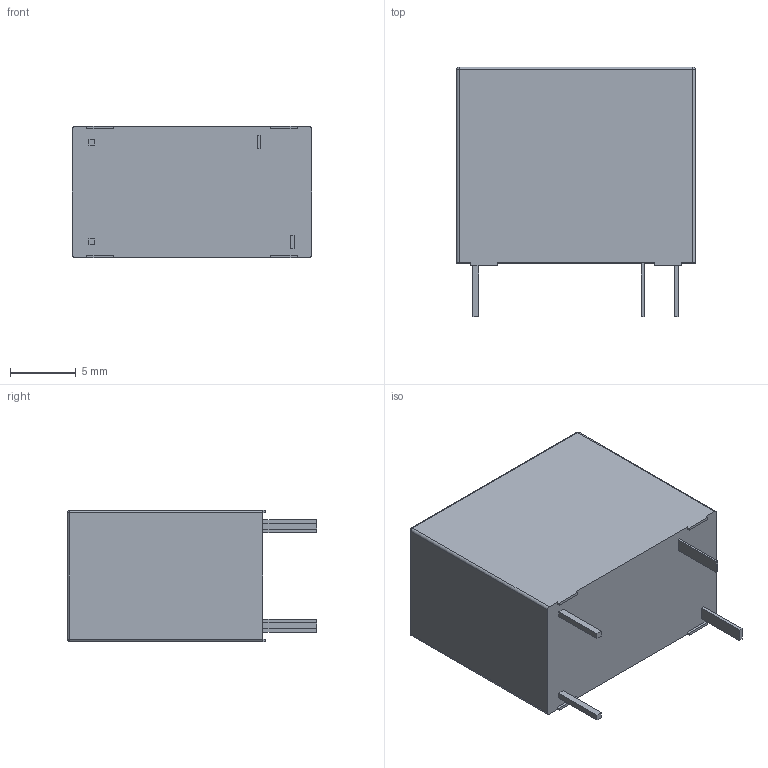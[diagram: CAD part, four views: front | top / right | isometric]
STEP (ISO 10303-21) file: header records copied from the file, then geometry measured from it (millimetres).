
FILE_DESCRIPTION (( 'STEP AP214' ), '1' );
FILE_NAME ('AHQSH105LM100G.STEP', '2023-11-12T17:57:09', ( '' ), ( '' ), 'SwSTEP 2.0', 'SolidWorks 2022', '' );
FILE_SCHEMA (( 'AUTOMOTIVE_DESIGN' ));
Length unit declared in the file: millimetre
Products named in the file (1): AHQSH105LM100G
Bounding box: 18.2 x 19 x 10 mm (x, y, z)
Volume: 2714.8 mm3; surface area: 1234.9 mm2
Topology: 5 solids, 5 shells, 58 faces, 136 edges, 84 vertices
Faces by surface type: plane 46, cylinder 8, sphere 4
Entity records: 1666 total; most frequent: CARTESIAN_POINT 275, DIRECTION 266, ORIENTED_EDGE 264, EDGE_CURVE 132, VECTOR 116, LINE 116, VERTEX_POINT 84, AXIS2_PLACEMENT_3D 75
